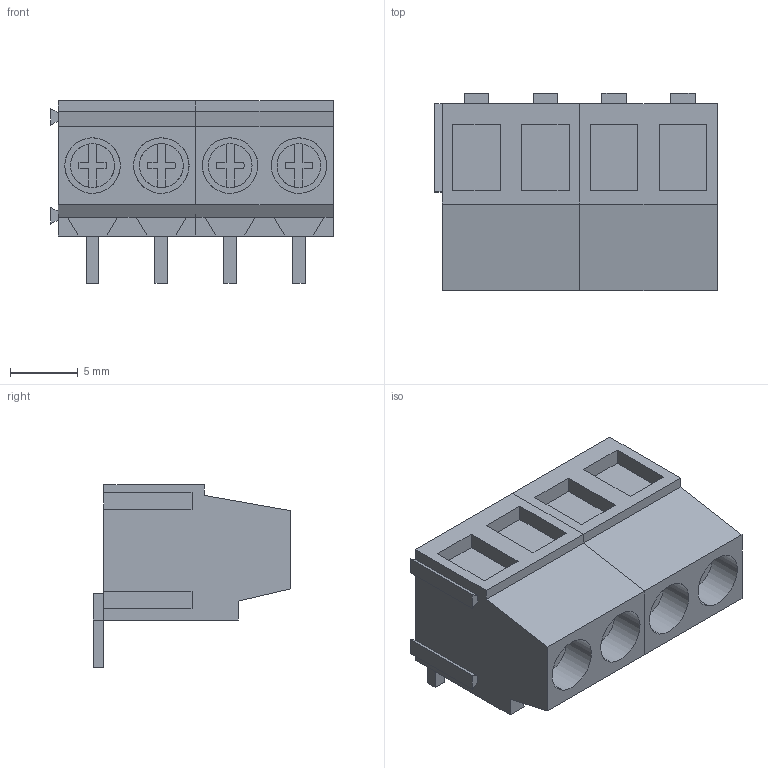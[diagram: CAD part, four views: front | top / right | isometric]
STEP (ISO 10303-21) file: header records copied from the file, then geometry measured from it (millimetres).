
FILE_DESCRIPTION(('CATIA V5 STEP Exchange','CAx-IF Rec.Pracs.--- Model Styling and Organization---1.2---2011-12-15'),'2;1');
FILE_NAME ('D1465176_0_9994970000_9994970000.stp','2018-03-31T11:16:13+00:00',('none'),('Weidmueller'),'CATIA Version 5-6 Release 2014','CATIA V5 STEP AP214','none');
FILE_SCHEMA(('AUTOMOTIVE_DESIGN { 1 0 10303 214 1 1 1 1 }'));
Length unit declared in the file: millimetre
Products named in the file (1): 9994970000
Bounding box: 20.87 x 14.6 x 13.5 mm (x, y, z)
Volume: 1938 mm3; surface area: 2412 mm2
Topology: 10 solids, 10 shells, 300 faces, 796 edges, 528 vertices
Faces by surface type: plane 276, cylinder 24
Entity records: 9014 total; most frequent: CARTESIAN_POINT 1632, ORIENTED_EDGE 1592, DIRECTION 1247, EDGE_CURVE 796, VECTOR 732, LINE 732, VERTEX_POINT 528, EDGE_LOOP 312
